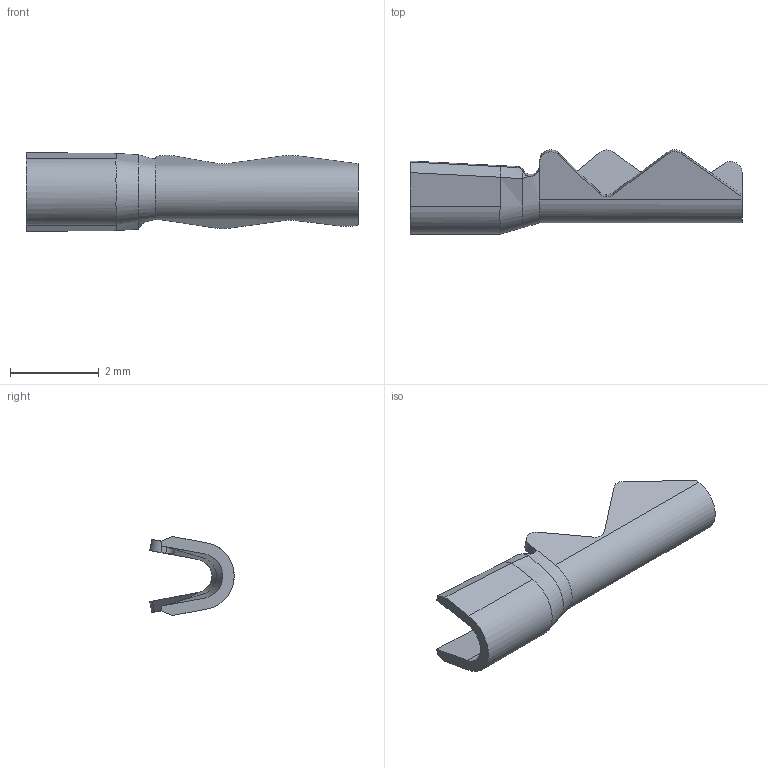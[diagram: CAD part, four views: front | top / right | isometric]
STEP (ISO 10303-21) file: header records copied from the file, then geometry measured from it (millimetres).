
FILE_DESCRIPTION (( 'STEP AP203' ), '1' );
FILE_NAME ('10137.STEP', '2015-02-24T18:30:57', ( '' ), ( '' ), 'SwSTEP 2.0', 'SolidWorks 2014', '' );
FILE_SCHEMA (( 'CONFIG_CONTROL_DESIGN' ));
Length unit declared in the file: inch
Products named in the file (1): 10137
Bounding box: 7.49 x 1.91 x 1.78 mm (x, y, z)
Volume: 5.5 mm3; surface area: 49.2 mm2
Topology: 1 solids, 1 shells, 52 faces, 144 edges, 94 vertices
Faces by surface type: plane 23, cylinder 18, bspline 11
Entity records: 2039 total; most frequent: CARTESIAN_POINT 695, ORIENTED_EDGE 288, DIRECTION 227, EDGE_CURVE 144, VERTEX_POINT 94, VECTOR 91, LINE 91, AXIS2_PLACEMENT_3D 68
